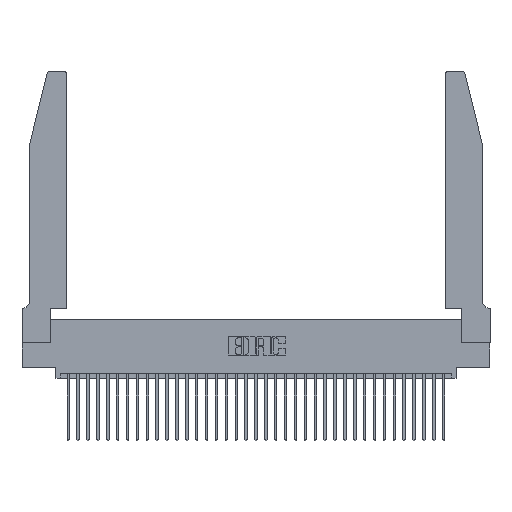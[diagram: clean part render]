
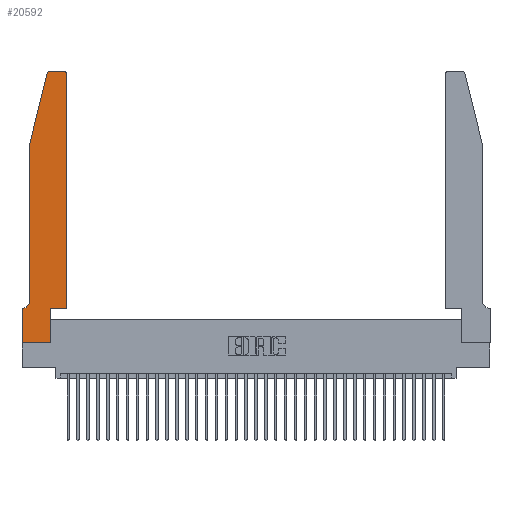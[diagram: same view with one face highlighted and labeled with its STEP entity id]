
A CAD part, top view. The second image highlights one B-rep face of the part: STEP entity #20592.
In plain terms, the highlighted planar face has unit normal (0, 0, 1).
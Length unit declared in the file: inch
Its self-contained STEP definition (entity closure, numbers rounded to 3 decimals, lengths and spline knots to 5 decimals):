
#519 = CARTESIAN_POINT ( 'NONE',  ( 0.2865, 0.35, 0.37 ) ) ;
#644 = DIRECTION ( 'NONE',  ( 0., 0., 1. ) ) ;
#918 = CARTESIAN_POINT ( 'NONE',  ( 0., 0.35, 0.37 ) ) ;
#1048 = EDGE_CURVE ( 'NONE', #24760, #8039, #27825, .T. ) ;
#2081 = LINE ( 'NONE', #23561, #30751 ) ;
#2397 = LINE ( 'NONE', #7946, #16314 ) ;
#2611 = CARTESIAN_POINT ( 'NONE',  ( 0.0755, 0.35, 0.37 ) ) ;
#2749 = LINE ( 'NONE', #21717, #17553 ) ;
#2805 = DIRECTION ( 'NONE',  ( 1., 0., 0. ) ) ;
#2875 = CARTESIAN_POINT ( 'NONE',  ( 0., 0., 0.37 ) ) ;
#3489 = VERTEX_POINT ( 'NONE', #519 ) ;
#3632 = EDGE_CURVE ( 'NONE', #7859, #30495, #5864, .T. ) ;
#3893 = EDGE_CURVE ( 'NONE', #8039, #29742, #12818, .T. ) ;
#3962 = DIRECTION ( 'NONE',  ( 0., 0., -1. ) ) ;
#3967 = CARTESIAN_POINT ( 'NONE',  ( 0.4205, 2.72, 0.37 ) ) ;
#4268 = CARTESIAN_POINT ( 'NONE',  ( 0.0755, 0.42, 0.37 ) ) ;
#4479 = VECTOR ( 'NONE', #2805, 39.37008 ) ;
#4781 = EDGE_CURVE ( 'NONE', #30495, #32660, #16217, .T. ) ;
#4904 = CARTESIAN_POINT ( 'NONE',  ( 0.0755, 2., 0.37 ) ) ;
#5610 = CARTESIAN_POINT ( 'NONE',  ( 0., 0., 0.37 ) ) ;
#5864 = CIRCLE ( 'NONE', #15386, 0.03 ) ;
#6117 = ORIENTED_EDGE ( 'NONE', *, *, #31884, .T. ) ;
#6768 = DIRECTION ( 'NONE',  ( 1., 0., 0. ) ) ;
#7643 = AXIS2_PLACEMENT_3D ( 'NONE', #17353, #644, #20157 ) ;
#7818 = DIRECTION ( 'NONE',  ( 0., 1., 0. ) ) ;
#7859 = VERTEX_POINT ( 'NONE', #19835 ) ;
#7946 = CARTESIAN_POINT ( 'NONE',  ( 0.0755, 2., 0.37 ) ) ;
#8039 = VERTEX_POINT ( 'NONE', #918 ) ;
#9738 = VERTEX_POINT ( 'NONE', #4268 ) ;
#9825 = ORIENTED_EDGE ( 'NONE', *, *, #4781, .T. ) ;
#10264 = EDGE_CURVE ( 'NONE', #25881, #9738, #2397, .T. ) ;
#10751 = DIRECTION ( 'NONE',  ( 0., -1., 0. ) ) ;
#10938 = ORIENTED_EDGE ( 'NONE', *, *, #30935, .T. ) ;
#11146 = EDGE_CURVE ( 'NONE', #30151, #3489, #2749, .T. ) ;
#11449 = ORIENTED_EDGE ( 'NONE', *, *, #3632, .T. ) ;
#12818 = LINE ( 'NONE', #35425, #26772 ) ;
#12878 = CARTESIAN_POINT ( 'NONE',  ( 0.4505, 0.35, 0.37 ) ) ;
#13244 = VECTOR ( 'NONE', #25114, 39.37008 ) ;
#13329 = DIRECTION ( 'NONE',  ( 0., -1., 0. ) ) ;
#13401 = AXIS2_PLACEMENT_3D ( 'NONE', #13902, #33263, #16699 ) ;
#13575 = CARTESIAN_POINT ( 'NONE',  ( 0.0055, 0.35, 0.37 ) ) ;
#13616 = ORIENTED_EDGE ( 'NONE', *, *, #27003, .T. ) ;
#13902 = CARTESIAN_POINT ( 'NONE',  ( 0.284, 2.72, 0.37 ) ) ;
#14337 = ORIENTED_EDGE ( 'NONE', *, *, #16728, .T. ) ;
#14660 = DIRECTION ( 'NONE',  ( 0., 1., 0. ) ) ;
#14681 = VECTOR ( 'NONE', #14660, 39.37008 ) ;
#15386 = AXIS2_PLACEMENT_3D ( 'NONE', #3967, #23463, #6768 ) ;
#15670 = ORIENTED_EDGE ( 'NONE', *, *, #10264, .T. ) ;
#15715 = AXIS2_PLACEMENT_3D ( 'NONE', #20626, #3962, #23456 ) ;
#15718 = EDGE_CURVE ( 'NONE', #31913, #25881, #26327, .T. ) ;
#16120 = ORIENTED_EDGE ( 'NONE', *, *, #1048, .T. ) ;
#16185 = CIRCLE ( 'NONE', #13401, 0.03 ) ;
#16217 = LINE ( 'NONE', #23635, #22800 ) ;
#16314 = VECTOR ( 'NONE', #10751, 39.37008 ) ;
#16699 = DIRECTION ( 'NONE',  ( 1., 0., 0. ) ) ;
#16728 = EDGE_CURVE ( 'NONE', #32660, #31913, #16185, .T. ) ;
#17353 = CARTESIAN_POINT ( 'NONE',  ( 0., 0.35, 0.37 ) ) ;
#17553 = VECTOR ( 'NONE', #7818, 39.37008 ) ;
#17947 = CARTESIAN_POINT ( 'NONE',  ( 0.25487, 2.72718, 0.37 ) ) ;
#19555 = VECTOR ( 'NONE', #24927, 39.37008 ) ;
#19835 = CARTESIAN_POINT ( 'NONE',  ( 0.4505, 2.72, 0.37 ) ) ;
#20157 = DIRECTION ( 'NONE',  ( 1., 0., 0. ) ) ;
#20517 = EDGE_LOOP ( 'NONE', ( #9825, #14337, #27015, #15670, #6117, #16120, #27910, #10938, #33487, #24104, #13616, #11449 ) ) ;
#20592 = ADVANCED_FACE ( 'NONE', ( #26214 ), #33881, .T. ) ;
#20626 = CARTESIAN_POINT ( 'NONE',  ( 0.0055, 0.42, 0.37 ) ) ;
#21717 = CARTESIAN_POINT ( 'NONE',  ( 0.2865, 0.35, 0.37 ) ) ;
#22145 = LINE ( 'NONE', #34014, #14681 ) ;
#22295 = CARTESIAN_POINT ( 'NONE',  ( 0.0755, 2., 0.37 ) ) ;
#22800 = VECTOR ( 'NONE', #31926, 39.37008 ) ;
#23456 = DIRECTION ( 'NONE',  ( -1., 0., 0. ) ) ;
#23463 = DIRECTION ( 'NONE',  ( 0., 0., 1. ) ) ;
#23561 = CARTESIAN_POINT ( 'NONE',  ( 0.4505, 0.35, 0.37 ) ) ;
#23635 = CARTESIAN_POINT ( 'NONE',  ( 0.2605, 2.75, 0.37 ) ) ;
#24104 = ORIENTED_EDGE ( 'NONE', *, *, #34504, .T. ) ;
#24760 = VERTEX_POINT ( 'NONE', #13575 ) ;
#24927 = DIRECTION ( 'NONE',  ( -1., 0., 0. ) ) ;
#25114 = DIRECTION ( 'NONE',  ( -0.239, -0.971, 0. ) ) ;
#25881 = VERTEX_POINT ( 'NONE', #4904 ) ;
#26214 = FACE_OUTER_BOUND ( 'NONE', #20517, .T. ) ;
#26327 = LINE ( 'NONE', #22295, #13244 ) ;
#26373 = DIRECTION ( 'NONE',  ( 1., 0., 0. ) ) ;
#26695 = LINE ( 'NONE', #5610, #4479 ) ;
#26772 = VECTOR ( 'NONE', #13329, 39.37008 ) ;
#26850 = CARTESIAN_POINT ( 'NONE',  ( 0.2865, 0., 0.37 ) ) ;
#27003 = EDGE_CURVE ( 'NONE', #35273, #7859, #22145, .T. ) ;
#27015 = ORIENTED_EDGE ( 'NONE', *, *, #15718, .T. ) ;
#27825 = LINE ( 'NONE', #2611, #19555 ) ;
#27910 = ORIENTED_EDGE ( 'NONE', *, *, #3893, .T. ) ;
#28335 = CIRCLE ( 'NONE', #15715, 0.07 ) ;
#29742 = VERTEX_POINT ( 'NONE', #2875 ) ;
#30151 = VERTEX_POINT ( 'NONE', #26850 ) ;
#30495 = VERTEX_POINT ( 'NONE', #34081 ) ;
#30751 = VECTOR ( 'NONE', #26373, 39.37008 ) ;
#30935 = EDGE_CURVE ( 'NONE', #29742, #30151, #26695, .T. ) ;
#31245 = CARTESIAN_POINT ( 'NONE',  ( 0.284, 2.75, 0.37 ) ) ;
#31884 = EDGE_CURVE ( 'NONE', #9738, #24760, #28335, .T. ) ;
#31913 = VERTEX_POINT ( 'NONE', #17947 ) ;
#31926 = DIRECTION ( 'NONE',  ( -1., 0., 0. ) ) ;
#32660 = VERTEX_POINT ( 'NONE', #31245 ) ;
#33263 = DIRECTION ( 'NONE',  ( 0., 0., 1. ) ) ;
#33487 = ORIENTED_EDGE ( 'NONE', *, *, #11146, .T. ) ;
#33881 = PLANE ( 'NONE',  #7643 ) ;
#34014 = CARTESIAN_POINT ( 'NONE',  ( 0.4505, 0.35, 0.37 ) ) ;
#34081 = CARTESIAN_POINT ( 'NONE',  ( 0.4205, 2.75, 0.37 ) ) ;
#34504 = EDGE_CURVE ( 'NONE', #3489, #35273, #2081, .T. ) ;
#35273 = VERTEX_POINT ( 'NONE', #12878 ) ;
#35425 = CARTESIAN_POINT ( 'NONE',  ( 0., 0., 0.37 ) ) ;
